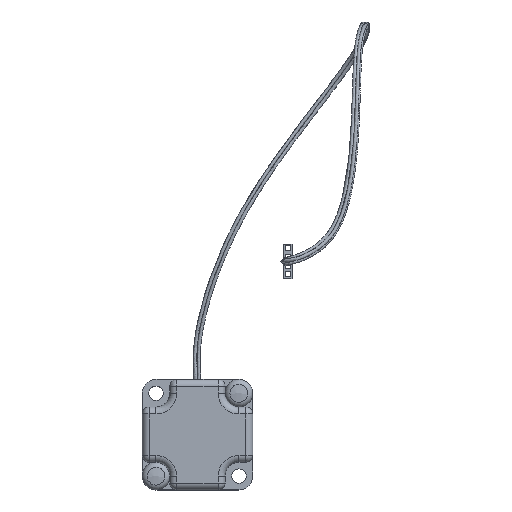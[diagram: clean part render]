
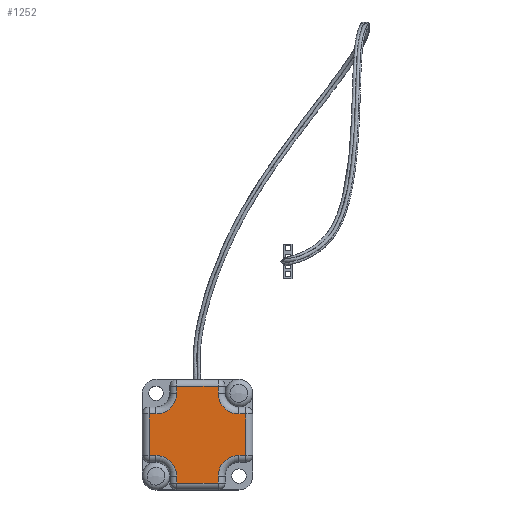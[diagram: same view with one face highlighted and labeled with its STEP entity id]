
A CAD part, top view. The second image highlights one B-rep face of the part: STEP entity #1252.
In plain terms, the highlighted face is planar.
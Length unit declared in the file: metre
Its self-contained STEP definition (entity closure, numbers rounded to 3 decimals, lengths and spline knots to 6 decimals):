
#1252 = ADVANCED_FACE( '', ( #2479 ), #2480, .F. );
#2479 = FACE_OUTER_BOUND( '', #4991, .T. );
#2480 = PLANE( '', #4992 );
#4991 = EDGE_LOOP( '', ( #8561, #8562, #8563, #8564, #8565, #8566, #8567, #8568, #8569, #8570, #8571, #8572, #8573, #8574, #8575, #8576 ) );
#4992 = AXIS2_PLACEMENT_3D( '', #8577, #8578, #8579 );
#8561 = ORIENTED_EDGE( '', *, *, #10236, .F. );
#8562 = ORIENTED_EDGE( '', *, *, #9652, .F. );
#8563 = ORIENTED_EDGE( '', *, *, #9182, .F. );
#8564 = ORIENTED_EDGE( '', *, *, #10230, .F. );
#8565 = ORIENTED_EDGE( '', *, *, #9207, .F. );
#8566 = ORIENTED_EDGE( '', *, *, #9274, .F. );
#8567 = ORIENTED_EDGE( '', *, *, #9685, .F. );
#8568 = ORIENTED_EDGE( '', *, *, #9889, .F. );
#8569 = ORIENTED_EDGE( '', *, *, #10064, .F. );
#8570 = ORIENTED_EDGE( '', *, *, #10043, .F. );
#8571 = ORIENTED_EDGE( '', *, *, #9074, .F. );
#8572 = ORIENTED_EDGE( '', *, *, #9040, .F. );
#8573 = ORIENTED_EDGE( '', *, *, #10227, .F. );
#8574 = ORIENTED_EDGE( '', *, *, #9559, .F. );
#8575 = ORIENTED_EDGE( '', *, *, #9310, .F. );
#8576 = ORIENTED_EDGE( '', *, *, #9326, .F. );
#8577 = CARTESIAN_POINT( '', ( 0.016, 0.015516, 0. ) );
#8578 = DIRECTION( '', ( 0., 0., 1. ) );
#8579 = DIRECTION( '', ( 1., 0., 0. ) );
#9040 = EDGE_CURVE( '', #10427, #10422, #10429, .T. );
#9074 = EDGE_CURVE( '', #10422, #10483, #10487, .T. );
#9182 = EDGE_CURVE( '', #10666, #10661, #10668, .T. );
#9207 = EDGE_CURVE( '', #10710, #10712, #10713, .T. );
#9274 = EDGE_CURVE( '', #10825, #10710, #10827, .T. );
#9310 = EDGE_CURVE( '', #10886, #10881, #10888, .T. );
#9326 = EDGE_CURVE( '', #10910, #10886, #10912, .T. );
#9559 = EDGE_CURVE( '', #10881, #11287, #11288, .T. );
#9652 = EDGE_CURVE( '', #10661, #11424, #11425, .T. );
#9685 = EDGE_CURVE( '', #11474, #10825, #11476, .T. );
#9889 = EDGE_CURVE( '', #11762, #11474, #11764, .T. );
#10043 = EDGE_CURVE( '', #10483, #11601, #11954, .T. );
#10064 = EDGE_CURVE( '', #11601, #11762, #11978, .T. );
#10227 = EDGE_CURVE( '', #11287, #10427, #12163, .T. );
#10230 = EDGE_CURVE( '', #10712, #10666, #12166, .T. );
#10236 = EDGE_CURVE( '', #11424, #10910, #12172, .T. );
#10422 = VERTEX_POINT( '', #12391 );
#10427 = VERTEX_POINT( '', #12396 );
#10429 = CIRCLE( '', #12398, 0.006 );
#10483 = VERTEX_POINT( '', #12472 );
#10487 = LINE( '', #12477, #12478 );
#10661 = VERTEX_POINT( '', #12756 );
#10666 = VERTEX_POINT( '', #12762 );
#10668 = LINE( '', #12764, #12765 );
#10710 = VERTEX_POINT( '', #12883 );
#10712 = VERTEX_POINT( '', #12885 );
#10713 = LINE( '', #12886, #12887 );
#10825 = VERTEX_POINT( '', #13145 );
#10827 = LINE( '', #13147, #13148 );
#10881 = VERTEX_POINT( '', #13288 );
#10886 = VERTEX_POINT( '', #13294 );
#10888 = LINE( '', #13296, #13297 );
#10910 = VERTEX_POINT( '', #13327 );
#10912 = CIRCLE( '', #13329, 0.006 );
#11287 = VERTEX_POINT( '', #14023 );
#11288 = LINE( '', #14024, #14025 );
#11424 = VERTEX_POINT( '', #14285 );
#11425 = LINE( '', #14286, #14287 );
#11474 = VERTEX_POINT( '', #14352 );
#11476 = LINE( '', #14354, #14355 );
#11601 = VERTEX_POINT( '', #14562 );
#11762 = VERTEX_POINT( '', #14797 );
#11764 = CIRCLE( '', #14799, 0.006 );
#11954 = LINE( '', #15098, #15099 );
#11978 = LINE( '', #15151, #15152 );
#12163 = LINE( '', #15439, #15440 );
#12166 = CIRCLE( '', #15443, 0.006 );
#12172 = LINE( '', #15451, #15452 );
#12391 = CARTESIAN_POINT( '', ( 0.004, 0.022, 0. ) );
#12396 = CARTESIAN_POINT( '', ( 0.01, 0.028, 0. ) );
#12398 = AXIS2_PLACEMENT_3D( '', #15712, #15713, #15714 );
#12472 = CARTESIAN_POINT( '', ( 0.002, 0.022, 0. ) );
#12477 = CARTESIAN_POINT( '', ( 0.01, 0.022, 0. ) );
#12478 = VECTOR( '', #15755, 1. );
#12756 = CARTESIAN_POINT( '', ( 0.03, 0.01, 0. ) );
#12762 = CARTESIAN_POINT( '', ( 0.028, 0.01, 0. ) );
#12764 = CARTESIAN_POINT( '', ( 0.022, 0.01, 0. ) );
#12765 = VECTOR( '', #15882, 1. );
#12883 = CARTESIAN_POINT( '', ( 0.022, 0.002, 0. ) );
#12885 = CARTESIAN_POINT( '', ( 0.022, 0.004, 0. ) );
#12886 = CARTESIAN_POINT( '', ( 0.022, 0.008758, 0. ) );
#12887 = VECTOR( '', #15907, 1. );
#13145 = CARTESIAN_POINT( '', ( 0.01, 0.002, 0. ) );
#13147 = CARTESIAN_POINT( '', ( 0.013, 0.002, 0. ) );
#13148 = VECTOR( '', #15972, 1. );
#13288 = CARTESIAN_POINT( '', ( 0.022, 0.03, 0. ) );
#13294 = CARTESIAN_POINT( '', ( 0.022, 0.028, 0. ) );
#13296 = CARTESIAN_POINT( '', ( 0.022, 0.021758, 0. ) );
#13297 = VECTOR( '', #16016, 1. );
#13327 = CARTESIAN_POINT( '', ( 0.028, 0.022, 0. ) );
#13329 = AXIS2_PLACEMENT_3D( '', #16034, #16035, #16036 );
#14023 = CARTESIAN_POINT( '', ( 0.01, 0.03, 0. ) );
#14024 = CARTESIAN_POINT( '', ( 0.015075, 0.03, 0. ) );
#14025 = VECTOR( '', #16329, 1. );
#14285 = CARTESIAN_POINT( '', ( 0.03, 0.022, 0. ) );
#14286 = CARTESIAN_POINT( '', ( 0.03, 0.012758, 0. ) );
#14287 = VECTOR( '', #16422, 1. );
#14352 = CARTESIAN_POINT( '', ( 0.01, 0.004, 0. ) );
#14354 = CARTESIAN_POINT( '', ( 0.01, 0.009758, 0. ) );
#14355 = VECTOR( '', #16466, 1. );
#14562 = CARTESIAN_POINT( '', ( 0.002, 0.01, 0. ) );
#14797 = CARTESIAN_POINT( '', ( 0.004, 0.01, 0. ) );
#14799 = AXIS2_PLACEMENT_3D( '', #16710, #16711, #16712 );
#15098 = CARTESIAN_POINT( '', ( 0.002, 0.018758, 0. ) );
#15099 = VECTOR( '', #16884, 1. );
#15151 = CARTESIAN_POINT( '', ( 0.009, 0.01, 0. ) );
#15152 = VECTOR( '', #16901, 1. );
#15439 = CARTESIAN_POINT( '', ( 0.01, 0.022758, 0. ) );
#15440 = VECTOR( '', #17038, 1. );
#15443 = AXIS2_PLACEMENT_3D( '', #17042, #17043, #17044 );
#15451 = CARTESIAN_POINT( '', ( 0.023, 0.022, 0. ) );
#15452 = VECTOR( '', #17047, 1. );
#15712 = CARTESIAN_POINT( '', ( 0.004, 0.028, 0. ) );
#15713 = DIRECTION( '', ( 0., 0., -1. ) );
#15714 = DIRECTION( '', ( 0.707, -0.707, 0. ) );
#15755 = DIRECTION( '', ( -1., 0., 0. ) );
#15882 = DIRECTION( '', ( 1., 0., 0. ) );
#15907 = DIRECTION( '', ( 0., 1., 0. ) );
#15972 = DIRECTION( '', ( 1., 0., 0. ) );
#16016 = DIRECTION( '', ( 0., 1., 0. ) );
#16034 = CARTESIAN_POINT( '', ( 0.028, 0.028, 0. ) );
#16035 = DIRECTION( '', ( 0., 0., -1. ) );
#16036 = DIRECTION( '', ( -0.707, -0.707, 0. ) );
#16329 = DIRECTION( '', ( -1., 0., 0. ) );
#16422 = DIRECTION( '', ( 0., 1., 0. ) );
#16466 = DIRECTION( '', ( 0., -1., 0. ) );
#16710 = CARTESIAN_POINT( '', ( 0.004, 0.004, 0. ) );
#16711 = DIRECTION( '', ( 0., 0., -1. ) );
#16712 = DIRECTION( '', ( 0.707, 0.707, 0. ) );
#16884 = DIRECTION( '', ( 0., -1., 0. ) );
#16901 = DIRECTION( '', ( 1., 0., 0. ) );
#17038 = DIRECTION( '', ( 0., -1., 0. ) );
#17042 = CARTESIAN_POINT( '', ( 0.028, 0.004, 0. ) );
#17043 = DIRECTION( '', ( 0., 0., -1. ) );
#17044 = DIRECTION( '', ( -0.707, 0.707, 0. ) );
#17047 = DIRECTION( '', ( -1., 0., 0. ) );
